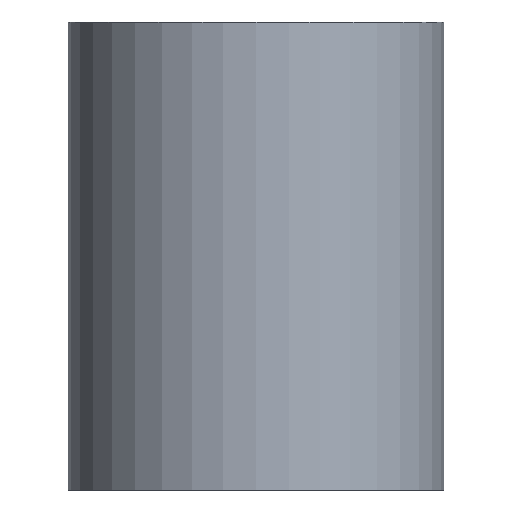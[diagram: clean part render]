
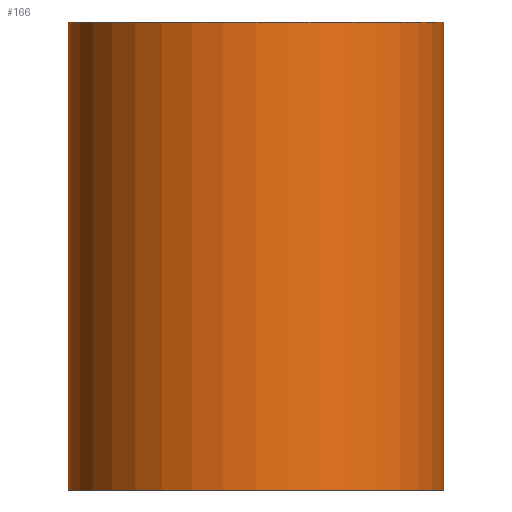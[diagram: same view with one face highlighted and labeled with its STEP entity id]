
A CAD part, front view. The second image highlights one B-rep face of the part: STEP entity #166.
In plain terms, the highlighted cylindrical face has radius 203 mm (diameter 406 mm), a partial arc.
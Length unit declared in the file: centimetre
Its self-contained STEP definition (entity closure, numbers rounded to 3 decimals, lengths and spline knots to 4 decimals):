
#4 = DIRECTION ( 'NONE',  ( 1., 0., 0. ) ) ;
#19 = CARTESIAN_POINT ( 'NONE',  ( 0., 0., 50. ) ) ;
#20 = VECTOR ( 'NONE', #52, 100. ) ;
#25 = CIRCLE ( 'NONE', #109, 20.3 ) ;
#35 = DIRECTION ( 'NONE',  ( 1., 0., 0. ) ) ;
#42 = AXIS2_PLACEMENT_3D ( 'NONE', #19, #168, #69 ) ;
#52 = DIRECTION ( 'NONE',  ( 0., 0., -1. ) ) ;
#63 = VERTEX_POINT ( 'NONE', #65 ) ;
#65 = CARTESIAN_POINT ( 'NONE',  ( -20.3, 0., 50.3 ) ) ;
#66 = CARTESIAN_POINT ( 'NONE',  ( 20.3, 0., 50.3 ) ) ;
#69 = DIRECTION ( 'NONE',  ( -1., 0., 0. ) ) ;
#77 = EDGE_LOOP ( 'NONE', ( #79, #209, #147, #130 ) ) ;
#79 = ORIENTED_EDGE ( 'NONE', *, *, #104, .T. ) ;
#81 = EDGE_CURVE ( 'NONE', #63, #94, #86, .T. ) ;
#86 = LINE ( 'NONE', #136, #151 ) ;
#94 = VERTEX_POINT ( 'NONE', #192 ) ;
#104 = EDGE_CURVE ( 'NONE', #94, #213, #25, .T. ) ;
#105 = CARTESIAN_POINT ( 'NONE',  ( 0., 0., 50.3 ) ) ;
#106 = AXIS2_PLACEMENT_3D ( 'NONE', #105, #178, #4 ) ;
#108 = VERTEX_POINT ( 'NONE', #187 ) ;
#109 = AXIS2_PLACEMENT_3D ( 'NONE', #202, #113, #35 ) ;
#113 = DIRECTION ( 'NONE',  ( 0., 0., 1. ) ) ;
#125 = CYLINDRICAL_SURFACE ( 'NONE', #42, 20.3 ) ;
#130 = ORIENTED_EDGE ( 'NONE', *, *, #81, .T. ) ;
#136 = CARTESIAN_POINT ( 'NONE',  ( -20.3, 0., 50.3 ) ) ;
#147 = ORIENTED_EDGE ( 'NONE', *, *, #179, .F. ) ;
#149 = LINE ( 'NONE', #66, #20 ) ;
#151 = VECTOR ( 'NONE', #200, 100. ) ;
#166 = ADVANCED_FACE ( 'NONE', ( #204 ), #125, .T. ) ;
#168 = DIRECTION ( 'NONE',  ( 0., 0., -1. ) ) ;
#171 = EDGE_CURVE ( 'NONE', #108, #213, #149, .T. ) ;
#172 = CARTESIAN_POINT ( 'NONE',  ( 20.3, 0., -0.3 ) ) ;
#178 = DIRECTION ( 'NONE',  ( 0., 0., 1. ) ) ;
#179 = EDGE_CURVE ( 'NONE', #63, #108, #182, .T. ) ;
#182 = CIRCLE ( 'NONE', #106, 20.3 ) ;
#187 = CARTESIAN_POINT ( 'NONE',  ( 20.3, 0., 50.3 ) ) ;
#192 = CARTESIAN_POINT ( 'NONE',  ( -20.3, 0., -0.3 ) ) ;
#200 = DIRECTION ( 'NONE',  ( 0., 0., -1. ) ) ;
#202 = CARTESIAN_POINT ( 'NONE',  ( 0., 0., -0.3 ) ) ;
#204 = FACE_OUTER_BOUND ( 'NONE', #77, .T. ) ;
#209 = ORIENTED_EDGE ( 'NONE', *, *, #171, .F. ) ;
#213 = VERTEX_POINT ( 'NONE', #172 ) ;
